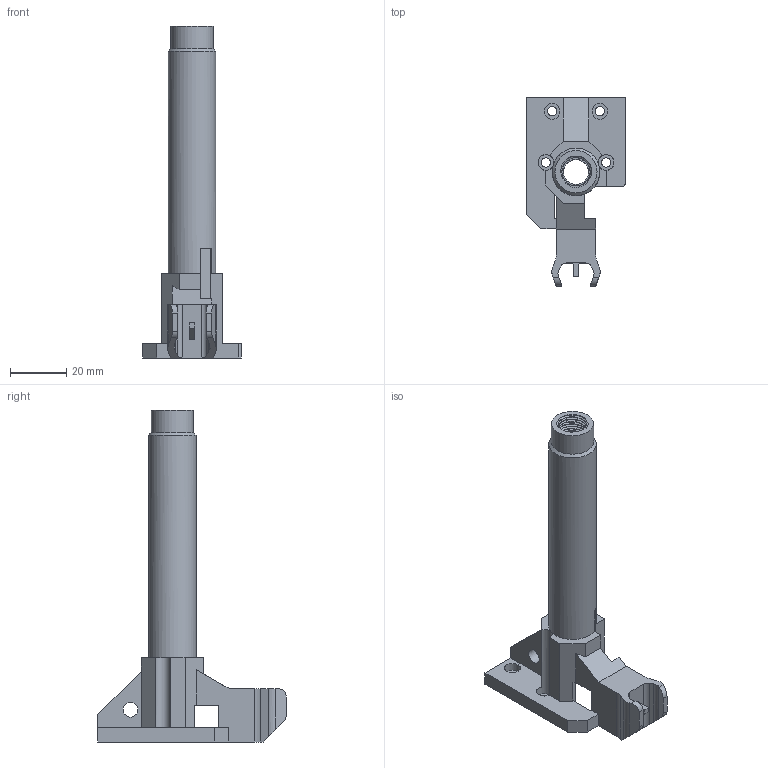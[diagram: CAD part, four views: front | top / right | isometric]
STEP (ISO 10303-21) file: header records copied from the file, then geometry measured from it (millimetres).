
FILE_DESCRIPTION(/* description */ (''),/* implementation_level */ '2;1');
FILE_NAME(/* name */ '1-barrel.step',/* time_stamp */ '2022-04-06T20:54:32+01:00',/* author */ (''),/* organization */ (''),/* preprocessor_version */ 'ST-DEVELOPER v18.1',/* originating_system */ 'Autodesk Translation Framework v10.13.0.1454',/* authorisation */ '');
FILE_SCHEMA (('AUTOMOTIVE_DESIGN { 1 0 10303 214 3 1 1 }'));
Length unit declared in the file: millimetre
Products named in the file (1): 1-barrel
Bounding box: 35 x 66.99 x 118 mm (x, y, z)
Volume: 31421.1 mm3; surface area: 16442.9 mm2
Topology: 1 solids, 1 shells, 152 faces, 435 edges, 287 vertices
Faces by surface type: plane 102, cylinder 47, bspline 2, cone 1
Full cylindrical faces by diameter (mm): 3 x1, 3.3 x5, 5.6 x4, 8.9 x1, 10.036 x7, 11.147 x7, 15 x1, 16.9 x1
Entity records: 6834 total; most frequent: CARTESIAN_POINT 2793, ORIENTED_EDGE 870, DIRECTION 780, EDGE_CURVE 435, LINE 312, VECTOR 312, VERTEX_POINT 287, AXIS2_PLACEMENT_3D 234
